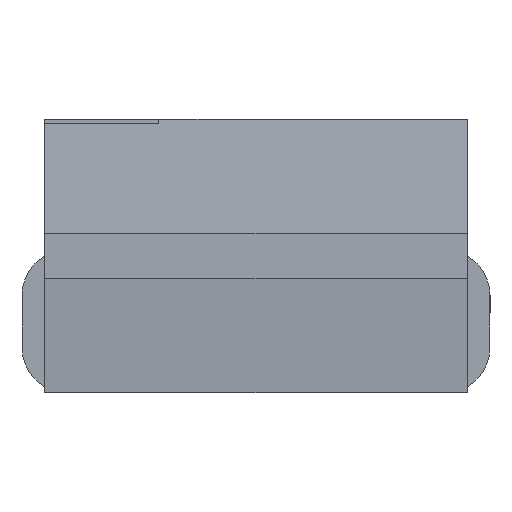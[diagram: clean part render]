
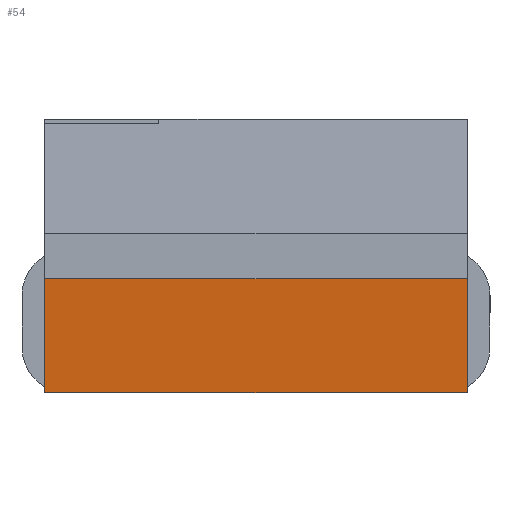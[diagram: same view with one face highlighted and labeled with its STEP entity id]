
A CAD part, front view. The second image highlights one B-rep face of the part: STEP entity #54.
In plain terms, the highlighted planar face has unit normal (0, -0.996, -0.087).
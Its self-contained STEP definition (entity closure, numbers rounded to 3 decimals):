
#54 = ADVANCED_FACE ( 'NONE', ( #917 ), #859, .F. ) ;
#59 = EDGE_CURVE ( 'NONE', #795, #700, #942, .T. ) ;
#60 = ORIENTED_EDGE ( 'NONE', *, *, #59, .F. ) ;
#69 = EDGE_LOOP ( 'NONE', ( #75, #60, #159, #98 ) ) ;
#75 = ORIENTED_EDGE ( 'NONE', *, *, #564, .F. ) ;
#98 = ORIENTED_EDGE ( 'NONE', *, *, #122, .F. ) ;
#122 = EDGE_CURVE ( 'NONE', #563, #844, #1828, .T. ) ;
#159 = ORIENTED_EDGE ( 'NONE', *, *, #856, .F. ) ;
#563 = VERTEX_POINT ( 'NONE', #2819 ) ;
#564 = EDGE_CURVE ( 'NONE', #700, #563, #2816, .T. ) ;
#700 = VERTEX_POINT ( 'NONE', #1559 ) ;
#795 = VERTEX_POINT ( 'NONE', #1738 ) ;
#844 = VERTEX_POINT ( 'NONE', #1777 ) ;
#856 = EDGE_CURVE ( 'NONE', #844, #795, #1760, .T. ) ;
#859 = PLANE ( 'NONE',  #914 ) ;
#911 = DIRECTION ( 'NONE',  ( 0., -0.087, 0.996 ) ) ;
#912 = DIRECTION ( 'NONE',  ( 0., 0.996, 0.087 ) ) ;
#913 = CARTESIAN_POINT ( 'NONE',  ( -0.925, -0.65, 0.5 ) ) ;
#914 = AXIS2_PLACEMENT_3D ( 'NONE', #913, #912, #911 ) ;
#917 = FACE_OUTER_BOUND ( 'NONE', #69, .T. ) ;
#939 = DIRECTION ( 'NONE',  ( -1., 0., 0. ) ) ;
#940 = VECTOR ( 'NONE', #939, 1000. ) ;
#941 = CARTESIAN_POINT ( 'NONE',  ( -0.925, -0.606, 0. ) ) ;
#942 = LINE ( 'NONE', #941, #940 ) ;
#1559 = CARTESIAN_POINT ( 'NONE',  ( -0.925, -0.606, 0. ) ) ;
#1738 = CARTESIAN_POINT ( 'NONE',  ( 0.925, -0.606, 0. ) ) ;
#1757 = DIRECTION ( 'NONE',  ( 0., 0.087, -0.996 ) ) ;
#1758 = VECTOR ( 'NONE', #1757, 1000. ) ;
#1759 = CARTESIAN_POINT ( 'NONE',  ( 0.925, -0.65, 0.5 ) ) ;
#1760 = LINE ( 'NONE', #1759, #1758 ) ;
#1777 = CARTESIAN_POINT ( 'NONE',  ( 0.925, -0.65, 0.5 ) ) ;
#1828 = LINE ( 'NONE', #1829, #1832 ) ;
#1829 = CARTESIAN_POINT ( 'NONE',  ( -0.925, -0.65, 0.5 ) ) ;
#1831 = DIRECTION ( 'NONE',  ( 1., 0., 0. ) ) ;
#1832 = VECTOR ( 'NONE', #1831, 1000. ) ;
#2813 = DIRECTION ( 'NONE',  ( 0., -0.087, 0.996 ) ) ;
#2814 = VECTOR ( 'NONE', #2813, 1000. ) ;
#2815 = CARTESIAN_POINT ( 'NONE',  ( -0.925, -0.65, 0.5 ) ) ;
#2816 = LINE ( 'NONE', #2815, #2814 ) ;
#2819 = CARTESIAN_POINT ( 'NONE',  ( -0.925, -0.65, 0.5 ) ) ;
